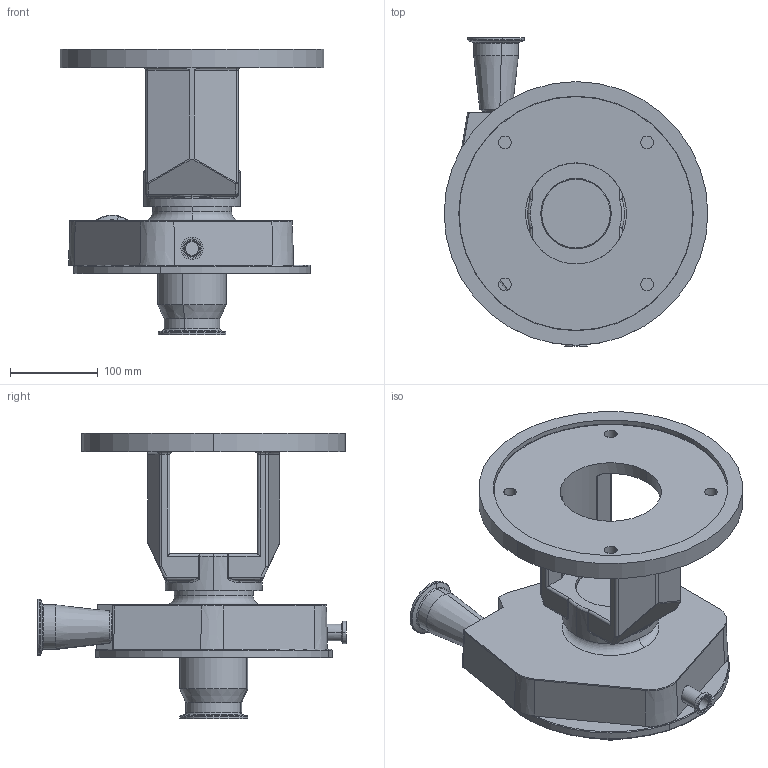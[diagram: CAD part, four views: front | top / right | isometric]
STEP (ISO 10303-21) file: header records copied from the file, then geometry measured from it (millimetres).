
FILE_DESCRIPTION (( 'STEP AP214' ), '1' );
FILE_NAME ('FPR 1741-1742 280TC VERT 3-4 IN STR DRAIN.STEP', '2023-01-12T19:42:04', ( '' ), ( '' ), 'SwSTEP 2.0', 'SolidWorks 2021', '' );
FILE_SCHEMA (( 'AUTOMOTIVE_DESIGN' ));
Length unit declared in the file: millimetre
Products named in the file (1): FPR 1741-1742 280TC VERT 3-4 IN STR DRAIN
Bounding box: 300 x 350.5 x 324.5 mm (x, y, z)
Volume: 3756647.8 mm3; surface area: 603935.6 mm2
Topology: 1 solids, 6 shells, 400 faces, 883 edges, 501 vertices
Faces by surface type: cylinder 137, torus 93, plane 69, cone 69, bspline 21, sphere 11
Entity records: 12509 total; most frequent: CARTESIAN_POINT 3656, DIRECTION 2027, ORIENTED_EDGE 1738, AXIS2_PLACEMENT_3D 869, EDGE_CURVE 869, VERTEX_POINT 501, CIRCLE 489, EDGE_LOOP 434
